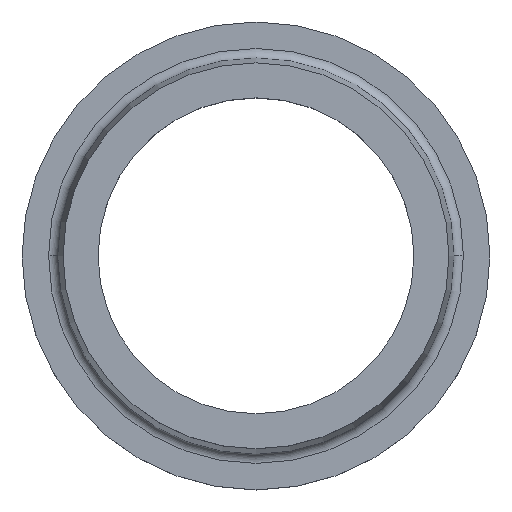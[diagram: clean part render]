
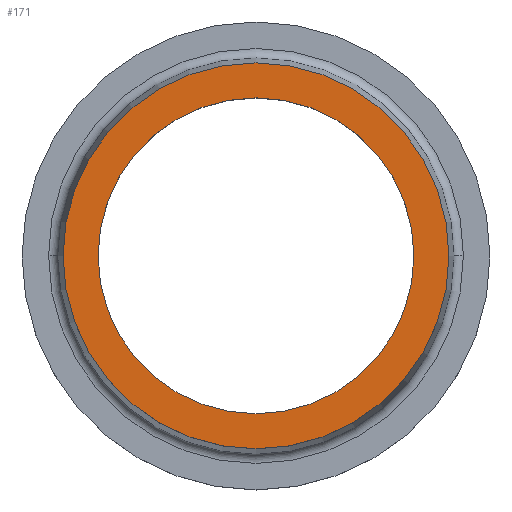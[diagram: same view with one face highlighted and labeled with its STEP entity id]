
A CAD part, top view. The second image highlights one B-rep face of the part: STEP entity #171.
In plain terms, the highlighted planar face has unit normal (0, 0, 1).
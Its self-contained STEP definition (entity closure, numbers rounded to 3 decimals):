
#8 = CIRCLE ( 'NONE', #310, 200. ) ;
#21 = DIRECTION ( 'NONE',  ( -1., 0., 0. ) ) ;
#28 = CIRCLE ( 'NONE', #382, 200. ) ;
#57 = DIRECTION ( 'NONE',  ( -1., 0., 0. ) ) ;
#60 = EDGE_CURVE ( 'NONE', #479, #211, #8, .T. ) ;
#101 = DIRECTION ( 'NONE',  ( -1., 0., 0. ) ) ;
#103 = EDGE_CURVE ( 'NONE', #120, #332, #477, .T. ) ;
#114 = AXIS2_PLACEMENT_3D ( 'NONE', #176, #246, #101 ) ;
#120 = VERTEX_POINT ( 'NONE', #321 ) ;
#127 = ORIENTED_EDGE ( 'NONE', *, *, #60, .F. ) ;
#133 = CARTESIAN_POINT ( 'NONE',  ( 0., 200., 124. ) ) ;
#166 = CARTESIAN_POINT ( 'NONE',  ( 200., 0., 124. ) ) ;
#171 = ADVANCED_FACE ( 'NONE', ( #360, #327 ), #240, .T. ) ;
#176 = CARTESIAN_POINT ( 'NONE',  ( 0., 0., 124. ) ) ;
#197 = AXIS2_PLACEMENT_3D ( 'NONE', #243, #463, #471 ) ;
#211 = VERTEX_POINT ( 'NONE', #166 ) ;
#240 = PLANE ( 'NONE',  #417 ) ;
#243 = CARTESIAN_POINT ( 'NONE',  ( 0., 0., 124. ) ) ;
#246 = DIRECTION ( 'NONE',  ( 0., 0., -1. ) ) ;
#257 = CIRCLE ( 'NONE', #114, 163.7 ) ;
#273 = CARTESIAN_POINT ( 'NONE',  ( 0., 0., 124. ) ) ;
#282 = DIRECTION ( 'NONE',  ( 1., 0., 0. ) ) ;
#302 = EDGE_LOOP ( 'NONE', ( #458, #452 ) ) ;
#310 = AXIS2_PLACEMENT_3D ( 'NONE', #428, #388, #57 ) ;
#321 = CARTESIAN_POINT ( 'NONE',  ( 163.7, 0., 124. ) ) ;
#327 = FACE_OUTER_BOUND ( 'NONE', #341, .T. ) ;
#332 = VERTEX_POINT ( 'NONE', #344 ) ;
#338 = ORIENTED_EDGE ( 'NONE', *, *, #368, .F. ) ;
#341 = EDGE_LOOP ( 'NONE', ( #127, #338 ) ) ;
#344 = CARTESIAN_POINT ( 'NONE',  ( -163.7, 0., 124. ) ) ;
#350 = DIRECTION ( 'NONE',  ( 0., 0., -1. ) ) ;
#360 = FACE_BOUND ( 'NONE', #302, .T. ) ;
#366 = DIRECTION ( 'NONE',  ( 0., 0., 1. ) ) ;
#368 = EDGE_CURVE ( 'NONE', #211, #479, #28, .T. ) ;
#382 = AXIS2_PLACEMENT_3D ( 'NONE', #273, #350, #21 ) ;
#388 = DIRECTION ( 'NONE',  ( 0., 0., -1. ) ) ;
#399 = CARTESIAN_POINT ( 'NONE',  ( -200., 0., 124. ) ) ;
#416 = EDGE_CURVE ( 'NONE', #332, #120, #257, .T. ) ;
#417 = AXIS2_PLACEMENT_3D ( 'NONE', #133, #366, #282 ) ;
#428 = CARTESIAN_POINT ( 'NONE',  ( 0., 0., 124. ) ) ;
#452 = ORIENTED_EDGE ( 'NONE', *, *, #103, .T. ) ;
#458 = ORIENTED_EDGE ( 'NONE', *, *, #416, .T. ) ;
#463 = DIRECTION ( 'NONE',  ( 0., 0., -1. ) ) ;
#471 = DIRECTION ( 'NONE',  ( -1., 0., 0. ) ) ;
#477 = CIRCLE ( 'NONE', #197, 163.7 ) ;
#479 = VERTEX_POINT ( 'NONE', #399 ) ;
